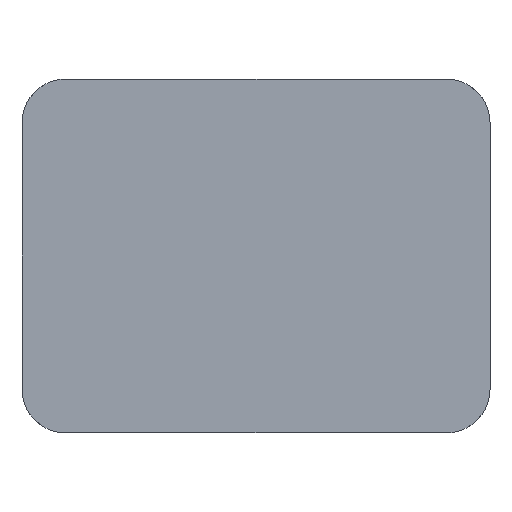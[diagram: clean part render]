
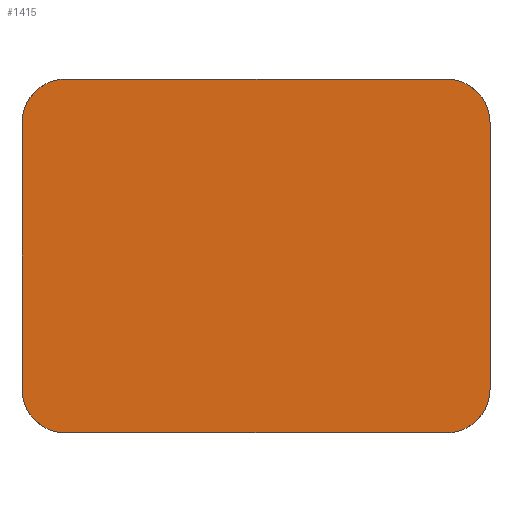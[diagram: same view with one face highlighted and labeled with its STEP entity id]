
A CAD part, front view. The second image highlights one B-rep face of the part: STEP entity #1415.
In plain terms, the highlighted free-form (B-spline) face has degree [1, 1] with [2, 2] control points.
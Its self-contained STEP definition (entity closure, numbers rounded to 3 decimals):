
#1348=CARTESIAN_POINT('',(-0.677,-0.5,-0.527));
#1349=CARTESIAN_POINT('',(-0.677,-0.5,0.827));
#1350=CARTESIAN_POINT('',(0.677,-0.5,-0.527));
#1351=CARTESIAN_POINT('',(0.677,-0.5,0.827));
#1352=B_SPLINE_SURFACE_WITH_KNOTS('',1,1,((#1348,#1349),(#1350,#1351)),.PLANE_SURF.,.F.,.F.,.U.,(2,2),(2,2),(0.,1.),(0.,1.),.UNSPECIFIED.);
#1353=CARTESIAN_POINT('',(0.615,-0.5,0.35));
#1354=VERTEX_POINT('',#1353);
#1355=CARTESIAN_POINT('',(0.5,-0.5,0.465));
#1356=VERTEX_POINT('',#1355);
#1357=CARTESIAN_POINT('',(0.615,-0.5,0.35));
#1358=CARTESIAN_POINT('',(0.615,-0.5,0.465));
#1359=CARTESIAN_POINT('',(0.5,-0.5,0.465));
#1360=(BOUNDED_CURVE()B_SPLINE_CURVE(2,(#1357,#1358,#1359),.CIRCULAR_ARC.,.F.,.U.)B_SPLINE_CURVE_WITH_KNOTS((3,3),(0.,1.),.UNSPECIFIED.)CURVE()GEOMETRIC_REPRESENTATION_ITEM()RATIONAL_B_SPLINE_CURVE((1.,0.707,1.))REPRESENTATION_ITEM(''));
#1361=EDGE_CURVE('',#1354,#1356,#1360,.T.);
#1362=ORIENTED_EDGE('',*,*,#1361,.T.);
#1363=CARTESIAN_POINT('',(-0.5,-0.5,0.465));
#1364=VERTEX_POINT('',#1363);
#1365=CARTESIAN_POINT('',(0.5,-0.5,0.465));
#1366=CARTESIAN_POINT('',(-0.5,-0.5,0.465));
#1367=B_SPLINE_CURVE_WITH_KNOTS('',1,(#1365,#1366),.POLYLINE_FORM.,.F.,.U.,(2,2),(0.,1.),.UNSPECIFIED.);
#1368=EDGE_CURVE('',#1356,#1364,#1367,.T.);
#1369=ORIENTED_EDGE('',*,*,#1368,.T.);
#1370=CARTESIAN_POINT('',(-0.615,-0.5,0.35));
#1371=VERTEX_POINT('',#1370);
#1372=CARTESIAN_POINT('',(-0.5,-0.5,0.465));
#1373=CARTESIAN_POINT('',(-0.615,-0.5,0.465));
#1374=CARTESIAN_POINT('',(-0.615,-0.5,0.35));
#1375=(BOUNDED_CURVE()B_SPLINE_CURVE(2,(#1372,#1373,#1374),.CIRCULAR_ARC.,.F.,.U.)B_SPLINE_CURVE_WITH_KNOTS((3,3),(0.,1.),.UNSPECIFIED.)CURVE()GEOMETRIC_REPRESENTATION_ITEM()RATIONAL_B_SPLINE_CURVE((1.,0.707,1.))REPRESENTATION_ITEM(''));
#1376=EDGE_CURVE('',#1364,#1371,#1375,.T.);
#1377=ORIENTED_EDGE('',*,*,#1376,.T.);
#1378=CARTESIAN_POINT('',(-0.615,-0.5,-0.35));
#1379=VERTEX_POINT('',#1378);
#1380=CARTESIAN_POINT('',(-0.615,-0.5,0.35));
#1381=CARTESIAN_POINT('',(-0.615,-0.5,-0.35));
#1382=B_SPLINE_CURVE_WITH_KNOTS('',1,(#1380,#1381),.POLYLINE_FORM.,.F.,.U.,(2,2),(0.,1.),.UNSPECIFIED.);
#1383=EDGE_CURVE('',#1371,#1379,#1382,.T.);
#1384=ORIENTED_EDGE('',*,*,#1383,.T.);
#1385=CARTESIAN_POINT('',(-0.5,-0.5,-0.465));
#1386=VERTEX_POINT('',#1385);
#1387=CARTESIAN_POINT('',(-0.615,-0.5,-0.35));
#1388=CARTESIAN_POINT('',(-0.615,-0.5,-0.465));
#1389=CARTESIAN_POINT('',(-0.5,-0.5,-0.465));
#1390=(BOUNDED_CURVE()B_SPLINE_CURVE(2,(#1387,#1388,#1389),.CIRCULAR_ARC.,.F.,.U.)B_SPLINE_CURVE_WITH_KNOTS((3,3),(0.,1.),.UNSPECIFIED.)CURVE()GEOMETRIC_REPRESENTATION_ITEM()RATIONAL_B_SPLINE_CURVE((1.,0.707,1.))REPRESENTATION_ITEM(''));
#1391=EDGE_CURVE('',#1379,#1386,#1390,.T.);
#1392=ORIENTED_EDGE('',*,*,#1391,.T.);
#1393=CARTESIAN_POINT('',(0.5,-0.5,-0.465));
#1394=VERTEX_POINT('',#1393);
#1395=CARTESIAN_POINT('',(-0.5,-0.5,-0.465));
#1396=CARTESIAN_POINT('',(0.5,-0.5,-0.465));
#1397=B_SPLINE_CURVE_WITH_KNOTS('',1,(#1395,#1396),.POLYLINE_FORM.,.F.,.U.,(2,2),(0.,1.),.UNSPECIFIED.);
#1398=EDGE_CURVE('',#1386,#1394,#1397,.T.);
#1399=ORIENTED_EDGE('',*,*,#1398,.T.);
#1400=CARTESIAN_POINT('',(0.615,-0.5,-0.35));
#1401=VERTEX_POINT('',#1400);
#1402=CARTESIAN_POINT('',(0.5,-0.5,-0.465));
#1403=CARTESIAN_POINT('',(0.615,-0.5,-0.465));
#1404=CARTESIAN_POINT('',(0.615,-0.5,-0.35));
#1405=(BOUNDED_CURVE()B_SPLINE_CURVE(2,(#1402,#1403,#1404),.CIRCULAR_ARC.,.F.,.U.)B_SPLINE_CURVE_WITH_KNOTS((3,3),(0.,1.),.UNSPECIFIED.)CURVE()GEOMETRIC_REPRESENTATION_ITEM()RATIONAL_B_SPLINE_CURVE((1.,0.707,1.))REPRESENTATION_ITEM(''));
#1406=EDGE_CURVE('',#1394,#1401,#1405,.T.);
#1407=ORIENTED_EDGE('',*,*,#1406,.T.);
#1408=CARTESIAN_POINT('',(0.615,-0.5,-0.35));
#1409=CARTESIAN_POINT('',(0.615,-0.5,0.35));
#1410=B_SPLINE_CURVE_WITH_KNOTS('',1,(#1408,#1409),.POLYLINE_FORM.,.F.,.U.,(2,2),(0.,1.),.UNSPECIFIED.);
#1411=EDGE_CURVE('',#1401,#1354,#1410,.T.);
#1412=ORIENTED_EDGE('',*,*,#1411,.T.);
#1413=EDGE_LOOP('',(#1362,#1369,#1377,#1384,#1392,#1399,#1407,#1412));
#1414=FACE_OUTER_BOUND('',#1413,.T.);
#1415=ADVANCED_FACE('',(#1414),#1352,.T.);
